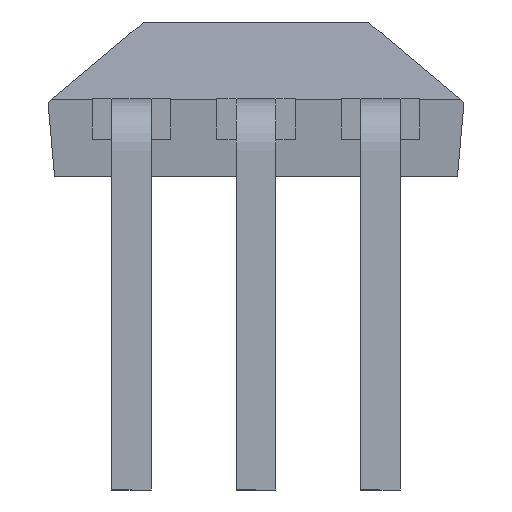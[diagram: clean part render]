
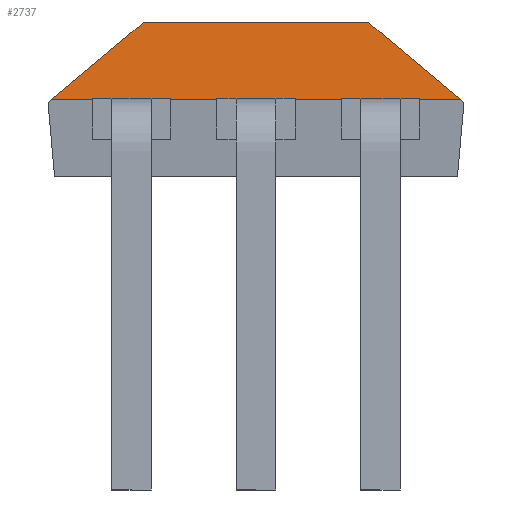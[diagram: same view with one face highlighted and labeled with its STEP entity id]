
A CAD part, front view. The second image highlights one B-rep face of the part: STEP entity #2737.
In plain terms, the highlighted planar face has unit normal (0, -0.996, 0.087).
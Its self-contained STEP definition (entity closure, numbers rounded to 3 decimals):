
#537 = LINE ( 'NONE', #4735, #640 ) ;
#640 = VECTOR ( 'NONE', #7936, 1000. ) ;
#994 = ORIENTED_EDGE ( 'NONE', *, *, #1665, .T. ) ;
#1186 = VERTEX_POINT ( 'NONE', #9408 ) ;
#1516 = DIRECTION ( 'NONE',  ( 0., -0.087, -0.996 ) ) ;
#1665 = EDGE_CURVE ( 'NONE', #10602, #1186, #4741, .T. ) ;
#1808 = AXIS2_PLACEMENT_3D ( 'NONE', #8645, #4694, #1516 ) ;
#2731 = DIRECTION ( 'NONE',  ( 1., 0., 0. ) ) ;
#2737 = ADVANCED_FACE ( 'NONE', ( #12980 ), #10989, .T. ) ;
#3032 = ORIENTED_EDGE ( 'NONE', *, *, #7391, .F. ) ;
#3125 = CARTESIAN_POINT ( 'NONE',  ( -2.15, -1.53, 0.8 ) ) ;
#3708 = CARTESIAN_POINT ( 'NONE',  ( -2.15, -1.6, 0. ) ) ;
#4626 = VERTEX_POINT ( 'NONE', #6607 ) ;
#4694 = DIRECTION ( 'NONE',  ( 0., -0.996, 0.087 ) ) ;
#4735 = CARTESIAN_POINT ( 'NONE',  ( -1.09, -1.525, 0.855 ) ) ;
#4741 = LINE ( 'NONE', #3708, #7118 ) ;
#5278 = VECTOR ( 'NONE', #11434, 1000. ) ;
#5554 = VECTOR ( 'NONE', #10582, 1000. ) ;
#6060 = VERTEX_POINT ( 'NONE', #8062 ) ;
#6320 = LINE ( 'NONE', #3125, #5278 ) ;
#6607 = CARTESIAN_POINT ( 'NONE',  ( 1.156, -1.53, 0.8 ) ) ;
#7118 = VECTOR ( 'NONE', #2731, 1000. ) ;
#7391 = EDGE_CURVE ( 'NONE', #6060, #4626, #6320, .T. ) ;
#7843 = ORIENTED_EDGE ( 'NONE', *, *, #8450, .T. ) ;
#7936 = DIRECTION ( 'NONE',  ( -0.765, -0.056, -0.642 ) ) ;
#8062 = CARTESIAN_POINT ( 'NONE',  ( -1.156, -1.53, 0.8 ) ) ;
#8450 = EDGE_CURVE ( 'NONE', #1186, #4626, #9486, .T. ) ;
#8645 = CARTESIAN_POINT ( 'NONE',  ( -2.15, -1.6, 0. ) ) ;
#9178 = CARTESIAN_POINT ( 'NONE',  ( 1.09, -1.525, 0.855 ) ) ;
#9285 = ORIENTED_EDGE ( 'NONE', *, *, #13190, .T. ) ;
#9408 = CARTESIAN_POINT ( 'NONE',  ( 2.109, -1.6, 0. ) ) ;
#9486 = LINE ( 'NONE', #9178, #5554 ) ;
#10582 = DIRECTION ( 'NONE',  ( -0.765, 0.056, 0.642 ) ) ;
#10602 = VERTEX_POINT ( 'NONE', #13434 ) ;
#10781 = EDGE_LOOP ( 'NONE', ( #3032, #9285, #994, #7843 ) ) ;
#10989 = PLANE ( 'NONE',  #1808 ) ;
#11434 = DIRECTION ( 'NONE',  ( 1., 0., 0. ) ) ;
#12980 = FACE_OUTER_BOUND ( 'NONE', #10781, .T. ) ;
#13190 = EDGE_CURVE ( 'NONE', #6060, #10602, #537, .T. ) ;
#13434 = CARTESIAN_POINT ( 'NONE',  ( -2.109, -1.6, 0. ) ) ;
